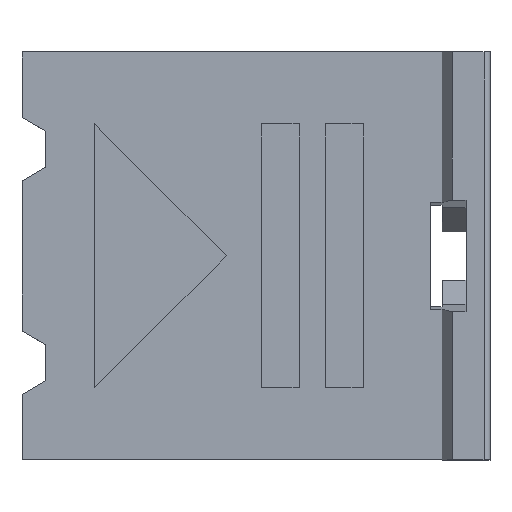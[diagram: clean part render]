
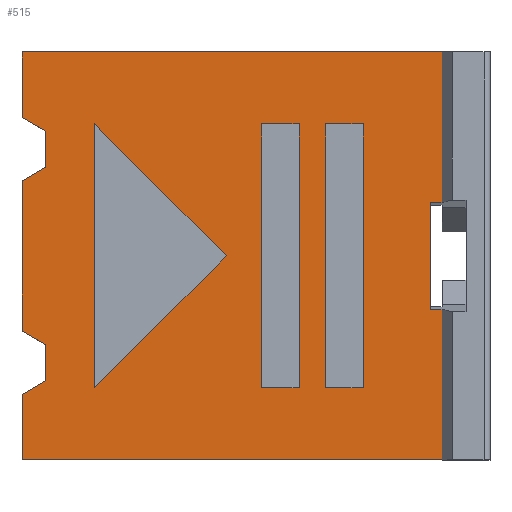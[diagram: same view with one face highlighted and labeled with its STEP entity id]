
A CAD part, top view. The second image highlights one B-rep face of the part: STEP entity #515.
In plain terms, the highlighted planar face has unit normal (0, 0, 1).
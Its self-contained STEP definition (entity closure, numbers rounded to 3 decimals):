
#154 = VERTEX_POINT('',#155);
#155 = CARTESIAN_POINT('',(40.,23.,5.9));
#161 = EDGE_CURVE('',#154,#162,#164,.T.);
#162 = VERTEX_POINT('',#163);
#163 = CARTESIAN_POINT('',(4.999,23.,5.9));
#164 = LINE('',#165,#166);
#165 = CARTESIAN_POINT('',(40.,23.,5.9));
#166 = VECTOR('',#167,1.);
#167 = DIRECTION('',(-1.,0.,0.));
#219 = VERTEX_POINT('',#220);
#220 = CARTESIAN_POINT('',(40.,-11.,5.9));
#226 = EDGE_CURVE('',#219,#227,#229,.T.);
#227 = VERTEX_POINT('',#228);
#228 = CARTESIAN_POINT('',(4.999,-11.,5.9));
#229 = LINE('',#230,#231);
#230 = CARTESIAN_POINT('',(40.,-11.,5.9));
#231 = VECTOR('',#232,1.);
#232 = DIRECTION('',(-1.,0.,0.));
#498 = VERTEX_POINT('',#499);
#499 = CARTESIAN_POINT('',(40.,10.465,5.9));
#505 = EDGE_CURVE('',#154,#498,#506,.T.);
#506 = LINE('',#507,#508);
#507 = CARTESIAN_POINT('',(40.,23.,5.9));
#508 = VECTOR('',#509,1.);
#509 = DIRECTION('',(0.,-1.,0.));
#515 = ADVANCED_FACE('',(#516,#621,#655,#689),#715,.F.);
#516 = FACE_BOUND('',#517,.F.);
#517 = EDGE_LOOP('',(#518,#519,#520,#528,#536,#544,#550,#551,#559,#567,
    #575,#583,#591,#599,#607,#615));
#518 = ORIENTED_EDGE('',*,*,#161,.F.);
#519 = ORIENTED_EDGE('',*,*,#505,.T.);
#520 = ORIENTED_EDGE('',*,*,#521,.F.);
#521 = EDGE_CURVE('',#522,#498,#524,.T.);
#522 = VERTEX_POINT('',#523);
#523 = CARTESIAN_POINT('',(39.,10.465,5.9));
#524 = LINE('',#525,#526);
#525 = CARTESIAN_POINT('',(39.5,10.465,5.9));
#526 = VECTOR('',#527,1.);
#527 = DIRECTION('',(1.,0.,0.));
#528 = ORIENTED_EDGE('',*,*,#529,.T.);
#529 = EDGE_CURVE('',#522,#530,#532,.T.);
#530 = VERTEX_POINT('',#531);
#531 = CARTESIAN_POINT('',(39.,1.535,5.9));
#532 = LINE('',#533,#534);
#533 = CARTESIAN_POINT('',(39.,14.5,5.9));
#534 = VECTOR('',#535,1.);
#535 = DIRECTION('',(0.,-1.,0.));
#536 = ORIENTED_EDGE('',*,*,#537,.F.);
#537 = EDGE_CURVE('',#538,#530,#540,.T.);
#538 = VERTEX_POINT('',#539);
#539 = CARTESIAN_POINT('',(40.,1.535,5.9));
#540 = LINE('',#541,#542);
#541 = CARTESIAN_POINT('',(39.5,1.535,5.9));
#542 = VECTOR('',#543,1.);
#543 = DIRECTION('',(-1.,0.,0.));
#544 = ORIENTED_EDGE('',*,*,#545,.T.);
#545 = EDGE_CURVE('',#538,#219,#546,.T.);
#546 = LINE('',#547,#548);
#547 = CARTESIAN_POINT('',(40.,23.,5.9));
#548 = VECTOR('',#549,1.);
#549 = DIRECTION('',(0.,-1.,0.));
#550 = ORIENTED_EDGE('',*,*,#226,.T.);
#551 = ORIENTED_EDGE('',*,*,#552,.F.);
#552 = EDGE_CURVE('',#553,#227,#555,.T.);
#553 = VERTEX_POINT('',#554);
#554 = CARTESIAN_POINT('',(4.999,-5.542,5.9));
#555 = LINE('',#556,#557);
#556 = CARTESIAN_POINT('',(4.999,23.,5.9));
#557 = VECTOR('',#558,1.);
#558 = DIRECTION('',(0.,-1.,0.));
#559 = ORIENTED_EDGE('',*,*,#560,.T.);
#560 = EDGE_CURVE('',#553,#561,#563,.T.);
#561 = VERTEX_POINT('',#562);
#562 = CARTESIAN_POINT('',(6.976,-4.4,5.9));
#563 = LINE('',#564,#565);
#564 = CARTESIAN_POINT('',(25.292,6.175,5.9));
#565 = VECTOR('',#566,1.);
#566 = DIRECTION('',(0.866,0.5,0.));
#567 = ORIENTED_EDGE('',*,*,#568,.T.);
#568 = EDGE_CURVE('',#561,#569,#571,.T.);
#569 = VERTEX_POINT('',#570);
#570 = CARTESIAN_POINT('',(6.976,-1.4,5.9));
#571 = LINE('',#572,#573);
#572 = CARTESIAN_POINT('',(6.976,10.8,5.9));
#573 = VECTOR('',#574,1.);
#574 = DIRECTION('',(0.,1.,0.));
#575 = ORIENTED_EDGE('',*,*,#576,.T.);
#576 = EDGE_CURVE('',#569,#577,#579,.T.);
#577 = VERTEX_POINT('',#578);
#578 = CARTESIAN_POINT('',(4.999,-0.258,5.9));
#579 = LINE('',#580,#581);
#580 = CARTESIAN_POINT('',(13.077,-4.923,5.9));
#581 = VECTOR('',#582,1.);
#582 = DIRECTION('',(-0.866,0.5,0.));
#583 = ORIENTED_EDGE('',*,*,#584,.F.);
#584 = EDGE_CURVE('',#585,#577,#587,.T.);
#585 = VERTEX_POINT('',#586);
#586 = CARTESIAN_POINT('',(4.999,12.258,5.9));
#587 = LINE('',#588,#589);
#588 = CARTESIAN_POINT('',(4.999,23.,5.9));
#589 = VECTOR('',#590,1.);
#590 = DIRECTION('',(0.,-1.,0.));
#591 = ORIENTED_EDGE('',*,*,#592,.T.);
#592 = EDGE_CURVE('',#585,#593,#595,.T.);
#593 = VERTEX_POINT('',#594);
#594 = CARTESIAN_POINT('',(6.976,13.4,5.9));
#595 = LINE('',#596,#597);
#596 = CARTESIAN_POINT('',(21.438,21.75,5.9));
#597 = VECTOR('',#598,1.);
#598 = DIRECTION('',(0.866,0.5,0.));
#599 = ORIENTED_EDGE('',*,*,#600,.F.);
#600 = EDGE_CURVE('',#601,#593,#603,.T.);
#601 = VERTEX_POINT('',#602);
#602 = CARTESIAN_POINT('',(6.976,16.4,5.9));
#603 = LINE('',#604,#605);
#604 = CARTESIAN_POINT('',(6.976,18.95,5.9));
#605 = VECTOR('',#606,1.);
#606 = DIRECTION('',(0.,-1.,0.));
#607 = ORIENTED_EDGE('',*,*,#608,.T.);
#608 = EDGE_CURVE('',#601,#609,#611,.T.);
#609 = VERTEX_POINT('',#610);
#610 = CARTESIAN_POINT('',(4.999,17.542,5.9));
#611 = LINE('',#612,#613);
#612 = CARTESIAN_POINT('',(16.931,10.652,5.9));
#613 = VECTOR('',#614,1.);
#614 = DIRECTION('',(-0.866,0.5,0.));
#615 = ORIENTED_EDGE('',*,*,#616,.F.);
#616 = EDGE_CURVE('',#162,#609,#617,.T.);
#617 = LINE('',#618,#619);
#618 = CARTESIAN_POINT('',(4.999,23.,5.9));
#619 = VECTOR('',#620,1.);
#620 = DIRECTION('',(0.,-1.,0.));
#621 = FACE_BOUND('',#622,.F.);
#622 = EDGE_LOOP('',(#623,#633,#641,#649));
#623 = ORIENTED_EDGE('',*,*,#624,.F.);
#624 = EDGE_CURVE('',#625,#627,#629,.T.);
#625 = VERTEX_POINT('',#626);
#626 = CARTESIAN_POINT('',(30.298,17.,5.9));
#627 = VERTEX_POINT('',#628);
#628 = CARTESIAN_POINT('',(33.433,17.,5.9));
#629 = LINE('',#630,#631);
#630 = CARTESIAN_POINT('',(30.298,17.,5.9));
#631 = VECTOR('',#632,1.);
#632 = DIRECTION('',(1.,0.,0.));
#633 = ORIENTED_EDGE('',*,*,#634,.F.);
#634 = EDGE_CURVE('',#635,#625,#637,.T.);
#635 = VERTEX_POINT('',#636);
#636 = CARTESIAN_POINT('',(30.298,-5.,5.9));
#637 = LINE('',#638,#639);
#638 = CARTESIAN_POINT('',(30.298,-5.,5.9));
#639 = VECTOR('',#640,1.);
#640 = DIRECTION('',(0.,1.,0.));
#641 = ORIENTED_EDGE('',*,*,#642,.F.);
#642 = EDGE_CURVE('',#643,#635,#645,.T.);
#643 = VERTEX_POINT('',#644);
#644 = CARTESIAN_POINT('',(33.433,-5.,5.9));
#645 = LINE('',#646,#647);
#646 = CARTESIAN_POINT('',(33.433,-5.,5.9));
#647 = VECTOR('',#648,1.);
#648 = DIRECTION('',(-1.,0.,0.));
#649 = ORIENTED_EDGE('',*,*,#650,.F.);
#650 = EDGE_CURVE('',#627,#643,#651,.T.);
#651 = LINE('',#652,#653);
#652 = CARTESIAN_POINT('',(33.433,17.,5.9));
#653 = VECTOR('',#654,1.);
#654 = DIRECTION('',(0.,-1.,0.));
#655 = FACE_BOUND('',#656,.F.);
#656 = EDGE_LOOP('',(#657,#667,#675,#683));
#657 = ORIENTED_EDGE('',*,*,#658,.F.);
#658 = EDGE_CURVE('',#659,#661,#663,.T.);
#659 = VERTEX_POINT('',#660);
#660 = CARTESIAN_POINT('',(24.958,17.,5.9));
#661 = VERTEX_POINT('',#662);
#662 = CARTESIAN_POINT('',(28.092,17.,5.9));
#663 = LINE('',#664,#665);
#664 = CARTESIAN_POINT('',(24.958,17.,5.9));
#665 = VECTOR('',#666,1.);
#666 = DIRECTION('',(1.,0.,0.));
#667 = ORIENTED_EDGE('',*,*,#668,.F.);
#668 = EDGE_CURVE('',#669,#659,#671,.T.);
#669 = VERTEX_POINT('',#670);
#670 = CARTESIAN_POINT('',(24.958,-5.,5.9));
#671 = LINE('',#672,#673);
#672 = CARTESIAN_POINT('',(24.958,-5.,5.9));
#673 = VECTOR('',#674,1.);
#674 = DIRECTION('',(0.,1.,0.));
#675 = ORIENTED_EDGE('',*,*,#676,.F.);
#676 = EDGE_CURVE('',#677,#669,#679,.T.);
#677 = VERTEX_POINT('',#678);
#678 = CARTESIAN_POINT('',(28.092,-5.,5.9));
#679 = LINE('',#680,#681);
#680 = CARTESIAN_POINT('',(28.092,-5.,5.9));
#681 = VECTOR('',#682,1.);
#682 = DIRECTION('',(-1.,0.,0.));
#683 = ORIENTED_EDGE('',*,*,#684,.F.);
#684 = EDGE_CURVE('',#661,#677,#685,.T.);
#685 = LINE('',#686,#687);
#686 = CARTESIAN_POINT('',(28.092,17.,5.9));
#687 = VECTOR('',#688,1.);
#688 = DIRECTION('',(0.,-1.,0.));
#689 = FACE_BOUND('',#690,.F.);
#690 = EDGE_LOOP('',(#691,#701,#709));
#691 = ORIENTED_EDGE('',*,*,#692,.T.);
#692 = EDGE_CURVE('',#693,#695,#697,.T.);
#693 = VERTEX_POINT('',#694);
#694 = CARTESIAN_POINT('',(22.024,6.,5.9));
#695 = VERTEX_POINT('',#696);
#696 = CARTESIAN_POINT('',(11.024,17.,5.9));
#697 = LINE('',#698,#699);
#698 = CARTESIAN_POINT('',(22.024,6.,5.9));
#699 = VECTOR('',#700,1.);
#700 = DIRECTION('',(-0.707,0.707,0.)
  );
#701 = ORIENTED_EDGE('',*,*,#702,.T.);
#702 = EDGE_CURVE('',#695,#703,#705,.T.);
#703 = VERTEX_POINT('',#704);
#704 = CARTESIAN_POINT('',(11.024,-5.,5.9));
#705 = LINE('',#706,#707);
#706 = CARTESIAN_POINT('',(11.024,17.,5.9));
#707 = VECTOR('',#708,1.);
#708 = DIRECTION('',(0.,-1.,0.));
#709 = ORIENTED_EDGE('',*,*,#710,.T.);
#710 = EDGE_CURVE('',#703,#693,#711,.T.);
#711 = LINE('',#712,#713);
#712 = CARTESIAN_POINT('',(11.024,-5.,5.9));
#713 = VECTOR('',#714,1.);
#714 = DIRECTION('',(0.707,0.707,0.)
  );
#715 = PLANE('',#716);
#716 = AXIS2_PLACEMENT_3D('',#717,#718,#719);
#717 = CARTESIAN_POINT('',(40.,23.,5.9));
#718 = DIRECTION('',(0.,0.,-1.));
#719 = DIRECTION('',(-1.,0.,0.));
